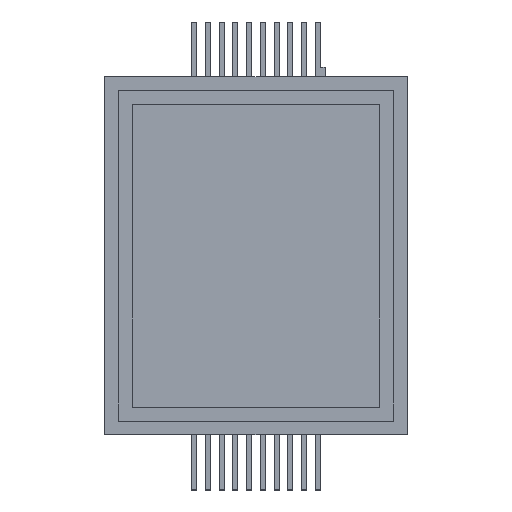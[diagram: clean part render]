
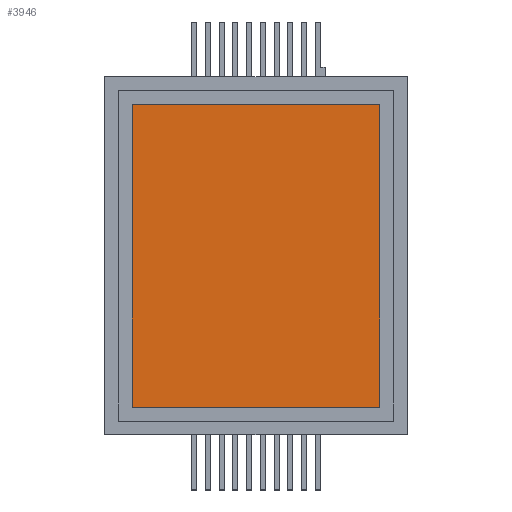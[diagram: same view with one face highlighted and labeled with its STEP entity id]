
A CAD part, top view. The second image highlights one B-rep face of the part: STEP entity #3946.
In plain terms, the highlighted planar face has unit normal (0, 0, 1).
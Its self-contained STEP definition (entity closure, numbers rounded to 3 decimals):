
#3946=ADVANCED_FACE('',(#7005),#7007,.T.);
#7005=FACE_BOUND('',#7006,.T.);
#7006=EDGE_LOOP('',(#9516,#9517,#9518,#9519));
#7007=PLANE('',#7008);
#7008=AXIS2_PLACEMENT_3D('',#7009,#7010,#7011);
#7009=CARTESIAN_POINT('',(0.,0.,7.12));
#7010=DIRECTION('',(0.,0.,1.));
#7011=DIRECTION('',(1.,0.,0.));
#9516=ORIENTED_EDGE('',*,*,#10766,.T.);
#9517=ORIENTED_EDGE('',*,*,#10773,.T.);
#9518=ORIENTED_EDGE('',*,*,#10771,.T.);
#9519=ORIENTED_EDGE('',*,*,#10769,.T.);
#10766=EDGE_CURVE('',#12852,#12853,#12854,.T.);
#10769=EDGE_CURVE('',#12857,#12852,#12858,.T.);
#10771=EDGE_CURVE('',#12860,#12857,#12861,.T.);
#10773=EDGE_CURVE('',#12853,#12860,#12863,.T.);
#12852=VERTEX_POINT('',#17774);
#12853=VERTEX_POINT('',#17775);
#12854=LINE('',#17776,#17777);
#12857=VERTEX_POINT('',#17785);
#12858=LINE('',#17786,#17787);
#12860=VERTEX_POINT('',#17792);
#12861=LINE('',#17793,#17794);
#12863=LINE('',#17799,#17800);
#17774=CARTESIAN_POINT('',(20.,2.,7.12));
#17775=CARTESIAN_POINT('',(20.,24.,7.12));
#17776=CARTESIAN_POINT('',(20.,2.,7.12));
#17777=VECTOR('',#17778,1.);
#17778=DIRECTION('',(0.,1.,0.));
#17785=CARTESIAN_POINT('',(2.,2.,7.12));
#17786=CARTESIAN_POINT('',(2.,2.,7.12));
#17787=VECTOR('',#17788,1.);
#17788=DIRECTION('',(1.,0.,0.));
#17792=CARTESIAN_POINT('',(2.,24.,7.12));
#17793=CARTESIAN_POINT('',(2.,24.,7.12));
#17794=VECTOR('',#17795,1.);
#17795=DIRECTION('',(0.,-1.,0.));
#17799=CARTESIAN_POINT('',(20.,24.,7.12));
#17800=VECTOR('',#17801,1.);
#17801=DIRECTION('',(-1.,0.,0.));
